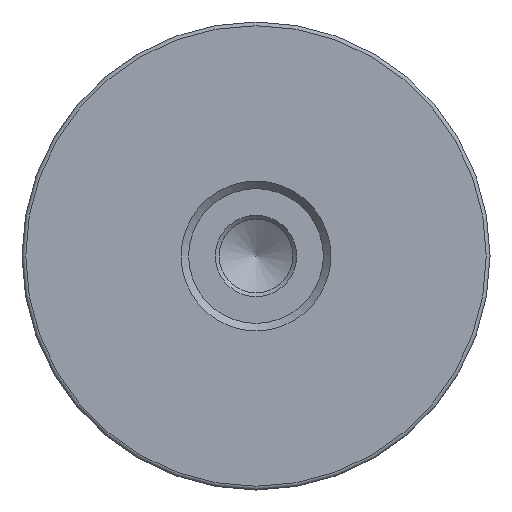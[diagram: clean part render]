
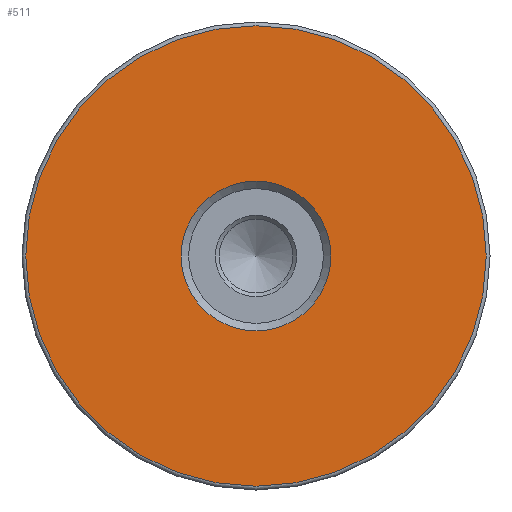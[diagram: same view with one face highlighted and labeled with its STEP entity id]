
A CAD part, front view. The second image highlights one B-rep face of the part: STEP entity #511.
In plain terms, the highlighted planar face has unit normal (0, -1, 0).
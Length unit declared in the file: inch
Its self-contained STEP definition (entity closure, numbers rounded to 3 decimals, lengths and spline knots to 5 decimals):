
#17=PLANE('',#605);
#26=FACE_BOUND('',#150,.T.);
#55=CIRCLE('',#566,0.2);
#56=CIRCLE('',#567,0.2);
#71=CIRCLE('',#587,0.615);
#72=CIRCLE('',#588,0.615);
#117=FACE_OUTER_BOUND('',#149,.T.);
#149=EDGE_LOOP('',(#456,#457));
#150=EDGE_LOOP('',(#458,#459));
#236=VERTEX_POINT('',#3580);
#237=VERTEX_POINT('',#3582);
#251=VERTEX_POINT('',#3619);
#252=VERTEX_POINT('',#3621);
#301=EDGE_CURVE('',#236,#237,#55,.T.);
#302=EDGE_CURVE('',#237,#236,#56,.T.);
#320=EDGE_CURVE('',#252,#251,#71,.T.);
#321=EDGE_CURVE('',#251,#252,#72,.T.);
#456=ORIENTED_EDGE('',*,*,#320,.T.);
#457=ORIENTED_EDGE('',*,*,#321,.T.);
#458=ORIENTED_EDGE('',*,*,#302,.F.);
#459=ORIENTED_EDGE('',*,*,#301,.F.);
#511=ADVANCED_FACE('',(#117,#26),#17,.F.);
#566=AXIS2_PLACEMENT_3D('',#3583,#680,#681);
#567=AXIS2_PLACEMENT_3D('',#3584,#682,#683);
#587=AXIS2_PLACEMENT_3D('',#3622,#725,#726);
#588=AXIS2_PLACEMENT_3D('',#3623,#727,#728);
#605=AXIS2_PLACEMENT_3D('',#3694,#763,#764);
#680=DIRECTION('center_axis',(0.,-1.,0.));
#681=DIRECTION('ref_axis',(0.,0.,-1.));
#682=DIRECTION('center_axis',(0.,-1.,0.));
#683=DIRECTION('ref_axis',(0.,0.,-1.));
#725=DIRECTION('center_axis',(0.,-1.,0.));
#726=DIRECTION('ref_axis',(0.,0.,1.));
#727=DIRECTION('center_axis',(0.,-1.,0.));
#728=DIRECTION('ref_axis',(0.,0.,1.));
#763=DIRECTION('center_axis',(0.,1.,0.));
#764=DIRECTION('ref_axis',(0.,0.,1.));
#3580=CARTESIAN_POINT('',(0.,-3.05118,0.2));
#3582=CARTESIAN_POINT('',(0.,-3.05118,-0.2));
#3583=CARTESIAN_POINT('Origin',(0.,-3.05118,
0.));
#3584=CARTESIAN_POINT('Origin',(0.,-3.05118,
0.));
#3619=CARTESIAN_POINT('',(0.,-3.05118,-0.615));
#3621=CARTESIAN_POINT('',(0.,-3.05118,0.615));
#3622=CARTESIAN_POINT('Origin',(0.,-3.05118,0.));
#3623=CARTESIAN_POINT('Origin',(0.,-3.05118,0.));
#3694=CARTESIAN_POINT('Origin',(0.,-3.05118,0.));
